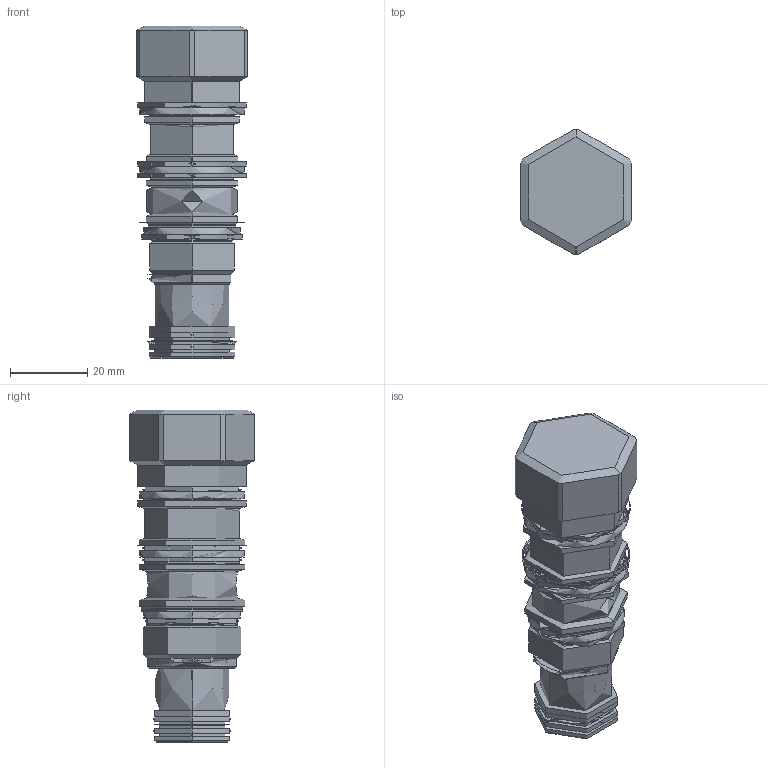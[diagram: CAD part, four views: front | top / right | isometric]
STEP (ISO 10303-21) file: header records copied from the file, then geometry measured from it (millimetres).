
FILE_DESCRIPTION((''),'2;1');
FILE_NAME('FVDAXAN_SW','2022-02-17T01:45:28',('SigMax'),(''),'CREO PARAMETRIC BY PTC INC, 2021072','CREO PARAMETRIC BY PTC INC, 2021072','');
FILE_SCHEMA(('CONFIG_CONTROL_DESIGN'));
Length unit declared in the file: inch
Products named in the file (1): FVDAXAN_SW
Bounding box: 28.57 x 32.21 x 85.72 mm (x, y, z)
Topology: 0 solids, 0 shells, 269 faces, 1264 edges, 1236 vertices
Faces by surface type: cylinder 127, plane 44, torus 42, cone 42, revolution 14
Entity records: 23743 total; most frequent: CARTESIAN_POINT 12130, DIRECTION 2223, TRIMMED_CURVE 1383, DEFINITIONAL_REPRESENTATION 1210, PCURVE 1210, COMPOSITE_CURVE_SEGMENT 1210, VECTOR 1067, LINE 1067
